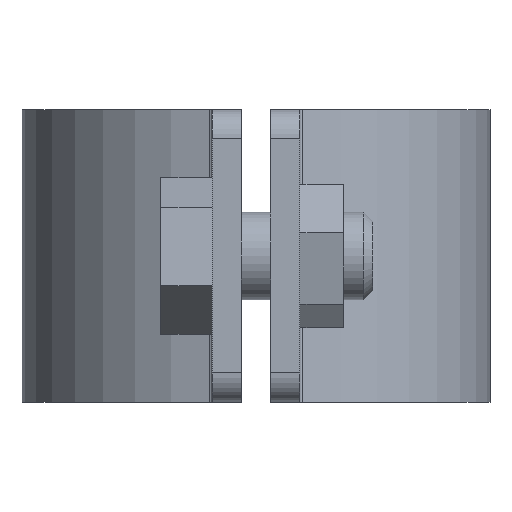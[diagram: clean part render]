
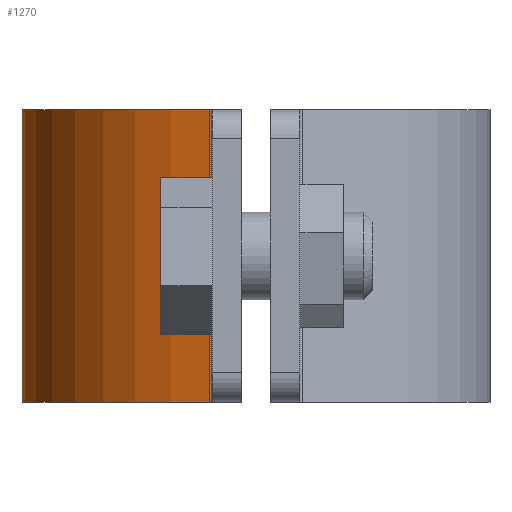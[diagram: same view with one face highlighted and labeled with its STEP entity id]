
A CAD part, left-side view. The second image highlights one B-rep face of the part: STEP entity #1270.
In plain terms, the highlighted cylindrical face has radius 16 mm (diameter 32 mm), a partial arc.
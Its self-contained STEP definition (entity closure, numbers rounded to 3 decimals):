
#41 = CARTESIAN_POINT ( 'NONE',  ( 0., 0., 10. ) ) ;
#215 = DIRECTION ( 'NONE',  ( 0., 0., -1. ) ) ;
#231 = CARTESIAN_POINT ( 'NONE',  ( 15.685, 3.16, 10. ) ) ;
#413 = CARTESIAN_POINT ( 'NONE',  ( -15.685, 3.16, -10. ) ) ;
#471 = DIRECTION ( 'NONE',  ( 0., 0., 1. ) ) ;
#477 = ORIENTED_EDGE ( 'NONE', *, *, #1685, .F. ) ;
#481 = CARTESIAN_POINT ( 'NONE',  ( 0., 0., 10. ) ) ;
#494 = VERTEX_POINT ( 'NONE', #413 ) ;
#505 = LINE ( 'NONE', #1862, #693 ) ;
#577 = AXIS2_PLACEMENT_3D ( 'NONE', #481, #471, #1615 ) ;
#593 = DIRECTION ( 'NONE',  ( -1., 0., 0. ) ) ;
#595 = CARTESIAN_POINT ( 'NONE',  ( 15.685, 3.16, 10. ) ) ;
#628 = AXIS2_PLACEMENT_3D ( 'NONE', #864, #1971, #1046 ) ;
#693 = VECTOR ( 'NONE', #2399, 1000. ) ;
#799 = DIRECTION ( 'NONE',  ( 0., 0., -1. ) ) ;
#864 = CARTESIAN_POINT ( 'NONE',  ( 0., 0., -10. ) ) ;
#894 = ORIENTED_EDGE ( 'NONE', *, *, #2079, .T. ) ;
#1046 = DIRECTION ( 'NONE',  ( 1., 0., 0. ) ) ;
#1103 = CIRCLE ( 'NONE', #577, 16. ) ;
#1269 = ORIENTED_EDGE ( 'NONE', *, *, #2247, .F. ) ;
#1270 = ADVANCED_FACE ( 'NONE', ( #2113 ), #1706, .T. ) ;
#1353 = VECTOR ( 'NONE', #799, 1000. ) ;
#1421 = VERTEX_POINT ( 'NONE', #2366 ) ;
#1451 = EDGE_CURVE ( 'NONE', #1421, #494, #2400, .T. ) ;
#1501 = CARTESIAN_POINT ( 'NONE',  ( -15.685, 3.16, 10. ) ) ;
#1520 = LINE ( 'NONE', #231, #1353 ) ;
#1615 = DIRECTION ( 'NONE',  ( 1., 0., 0. ) ) ;
#1685 = EDGE_CURVE ( 'NONE', #1752, #494, #505, .T. ) ;
#1706 = CYLINDRICAL_SURFACE ( 'NONE', #1857, 16. ) ;
#1752 = VERTEX_POINT ( 'NONE', #1501 ) ;
#1782 = VERTEX_POINT ( 'NONE', #595 ) ;
#1857 = AXIS2_PLACEMENT_3D ( 'NONE', #41, #215, #593 ) ;
#1862 = CARTESIAN_POINT ( 'NONE',  ( -15.685, 3.16, 10. ) ) ;
#1926 = EDGE_LOOP ( 'NONE', ( #1977, #477, #1269, #894 ) ) ;
#1971 = DIRECTION ( 'NONE',  ( 0., 0., 1. ) ) ;
#1977 = ORIENTED_EDGE ( 'NONE', *, *, #1451, .T. ) ;
#2079 = EDGE_CURVE ( 'NONE', #1782, #1421, #1520, .T. ) ;
#2113 = FACE_OUTER_BOUND ( 'NONE', #1926, .T. ) ;
#2247 = EDGE_CURVE ( 'NONE', #1782, #1752, #1103, .T. ) ;
#2366 = CARTESIAN_POINT ( 'NONE',  ( 15.685, 3.16, -10. ) ) ;
#2399 = DIRECTION ( 'NONE',  ( 0., 0., -1. ) ) ;
#2400 = CIRCLE ( 'NONE', #628, 16. ) ;
